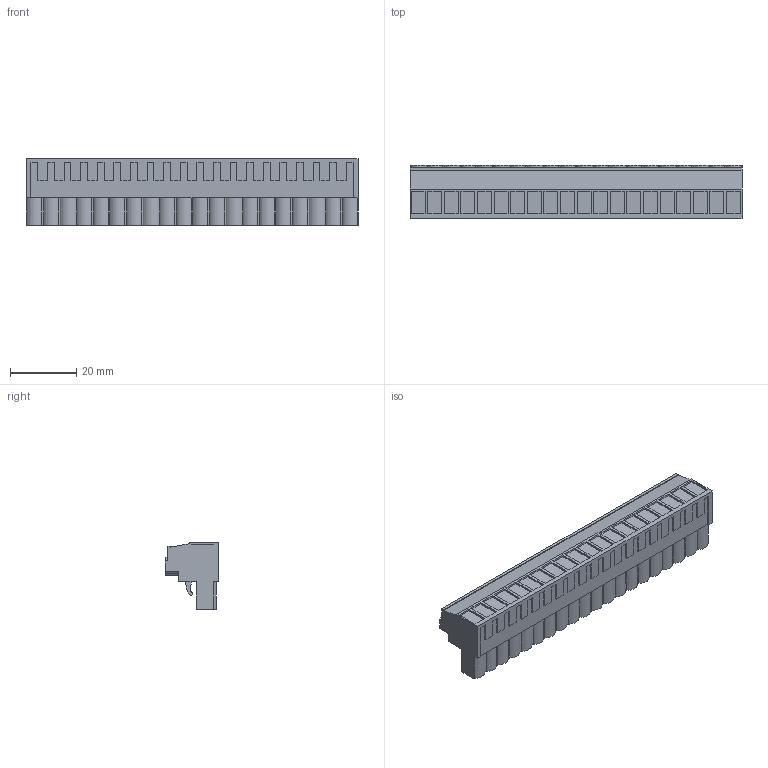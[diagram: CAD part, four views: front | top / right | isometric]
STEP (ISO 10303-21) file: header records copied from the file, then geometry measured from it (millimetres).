
FILE_DESCRIPTION(('CATIA V5 STEP Exchange','CAx-IF Rec.Pracs.--- Model Styling and Organization---1.2---2011-12-15'),'2;1');
FILE_NAME ('D1460295_0_1954300000_1954300000.stp','2017-05-25T06:34:37+00:00',('none'),('Weidmueller'),'CATIA Version 5-6 Release 2014','CATIA V5 STEP AP214','none');
FILE_SCHEMA(('AUTOMOTIVE_DESIGN { 1 0 10303 214 1 1 1 1 }'));
Length unit declared in the file: millimetre
Products named in the file (1): 1954300000
Bounding box: 100 x 16.1 x 20.1 mm (x, y, z)
Volume: 19811.7 mm3; surface area: 10561.1 mm2
Topology: 21 solids, 21 shells, 1248 faces, 3564 edges, 2438 vertices
Faces by surface type: plane 1020, cylinder 228
Entity records: 37992 total; most frequent: CARTESIAN_POINT 7215, ORIENTED_EDGE 7128, DIRECTION 5042, EDGE_CURVE 3564, VECTOR 2988, LINE 2988, VERTEX_POINT 2438, EDGE_LOOP 1328
